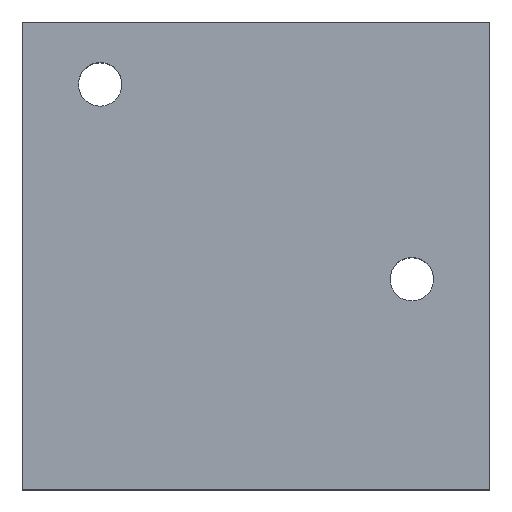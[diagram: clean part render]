
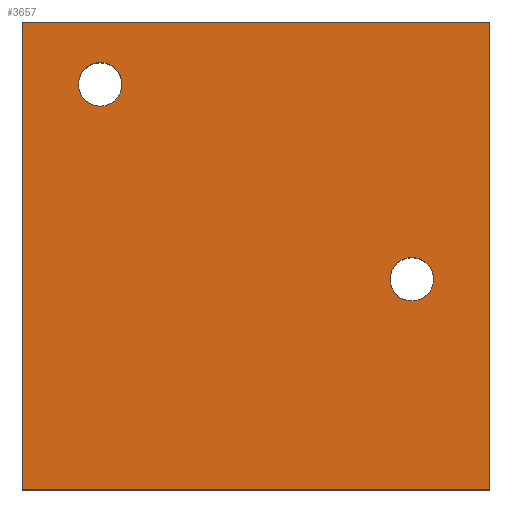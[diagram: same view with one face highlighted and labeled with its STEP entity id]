
A CAD part, top view. The second image highlights one B-rep face of the part: STEP entity #3657.
In plain terms, the highlighted planar face has unit normal (0, 0, 1).
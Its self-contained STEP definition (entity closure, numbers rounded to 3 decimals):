
#11 = CARTESIAN_POINT ( 'NONE',  ( 22.795, 2., 15. ) ) ;
#36 = EDGE_CURVE ( 'NONE', #3059, #2740, #1225, .T. ) ;
#37 = EDGE_CURVE ( 'NONE', #3808, #107, #2916, .T. ) ;
#107 = VERTEX_POINT ( 'NONE', #1000 ) ;
#269 = ORIENTED_EDGE ( 'NONE', *, *, #3739, .T. ) ;
#273 = CARTESIAN_POINT ( 'NONE',  ( 30., -25., 15. ) ) ;
#382 = AXIS2_PLACEMENT_3D ( 'NONE', #3076, #1513, #4023 ) ;
#402 = DIRECTION ( 'NONE',  ( 0., 0., 1. ) ) ;
#419 = DIRECTION ( 'NONE',  ( 1., 0., 0. ) ) ;
#475 = FACE_OUTER_BOUND ( 'NONE', #806, .T. ) ;
#520 = ORIENTED_EDGE ( 'NONE', *, *, #1768, .F. ) ;
#533 = ORIENTED_EDGE ( 'NONE', *, *, #680, .T. ) ;
#622 = AXIS2_PLACEMENT_3D ( 'NONE', #1415, #3903, #419 ) ;
#680 = EDGE_CURVE ( 'NONE', #3342, #1896, #1783, .T. ) ;
#706 = VERTEX_POINT ( 'NONE', #11 ) ;
#742 = ORIENTED_EDGE ( 'NONE', *, *, #758, .F. ) ;
#758 = EDGE_CURVE ( 'NONE', #706, #3239, #3839, .T. ) ;
#760 = VECTOR ( 'NONE', #873, 1000. ) ;
#797 = EDGE_CURVE ( 'NONE', #3239, #706, #1996, .T. ) ;
#806 = EDGE_LOOP ( 'NONE', ( #3989, #1472, #269, #533 ) ) ;
#857 = DIRECTION ( 'NONE',  ( 1., 0., 0. ) ) ;
#873 = DIRECTION ( 'NONE',  ( 0., -1., 0. ) ) ;
#980 = AXIS2_PLACEMENT_3D ( 'NONE', #3922, #3223, #1738 ) ;
#1000 = CARTESIAN_POINT ( 'NONE',  ( -17.205, 27., 15. ) ) ;
#1015 = VECTOR ( 'NONE', #857, 1000. ) ;
#1026 = EDGE_LOOP ( 'NONE', ( #520, #1803 ) ) ;
#1186 = CARTESIAN_POINT ( 'NONE',  ( -22.795, 27., 15. ) ) ;
#1225 = LINE ( 'NONE', #3081, #1015 ) ;
#1345 = AXIS2_PLACEMENT_3D ( 'NONE', #3015, #3716, #2107 ) ;
#1415 = CARTESIAN_POINT ( 'NONE',  ( 20., 2., 15. ) ) ;
#1472 = ORIENTED_EDGE ( 'NONE', *, *, #36, .T. ) ;
#1513 = DIRECTION ( 'NONE',  ( 0., 0., 1. ) ) ;
#1632 = CARTESIAN_POINT ( 'NONE',  ( 20., 2., 15. ) ) ;
#1721 = PLANE ( 'NONE',  #980 ) ;
#1738 = DIRECTION ( 'NONE',  ( -1., 0., 0. ) ) ;
#1768 = EDGE_CURVE ( 'NONE', #107, #3808, #3917, .T. ) ;
#1783 = LINE ( 'NONE', #2741, #3248 ) ;
#1803 = ORIENTED_EDGE ( 'NONE', *, *, #37, .F. ) ;
#1896 = VERTEX_POINT ( 'NONE', #3828 ) ;
#1983 = CARTESIAN_POINT ( 'NONE',  ( 30., 35., 15. ) ) ;
#1996 = CIRCLE ( 'NONE', #622, 2.795 ) ;
#2001 = DIRECTION ( 'NONE',  ( 0., 1., 0. ) ) ;
#2107 = DIRECTION ( 'NONE',  ( 1., 0., 0. ) ) ;
#2448 = DIRECTION ( 'NONE',  ( -1., 0., 0. ) ) ;
#2511 = CARTESIAN_POINT ( 'NONE',  ( -30., -25., 15. ) ) ;
#2547 = EDGE_CURVE ( 'NONE', #1896, #3059, #3098, .T. ) ;
#2581 = ORIENTED_EDGE ( 'NONE', *, *, #797, .F. ) ;
#2740 = VERTEX_POINT ( 'NONE', #273 ) ;
#2741 = CARTESIAN_POINT ( 'NONE',  ( -30., 35., 15. ) ) ;
#2884 = DIRECTION ( 'NONE',  ( 1., 0., 0. ) ) ;
#2915 = CARTESIAN_POINT ( 'NONE',  ( 30., -25., 15. ) ) ;
#2916 = CIRCLE ( 'NONE', #1345, 2.795 ) ;
#3015 = CARTESIAN_POINT ( 'NONE',  ( -20., 27., 15. ) ) ;
#3059 = VERTEX_POINT ( 'NONE', #3670 ) ;
#3076 = CARTESIAN_POINT ( 'NONE',  ( -20., 27., 15. ) ) ;
#3081 = CARTESIAN_POINT ( 'NONE',  ( -30., -25., 15. ) ) ;
#3098 = LINE ( 'NONE', #2511, #760 ) ;
#3223 = DIRECTION ( 'NONE',  ( 0., 0., -1. ) ) ;
#3239 = VERTEX_POINT ( 'NONE', #3240 ) ;
#3240 = CARTESIAN_POINT ( 'NONE',  ( 17.205, 2., 15. ) ) ;
#3248 = VECTOR ( 'NONE', #2448, 1000. ) ;
#3342 = VERTEX_POINT ( 'NONE', #1983 ) ;
#3585 = FACE_BOUND ( 'NONE', #3840, .T. ) ;
#3613 = LINE ( 'NONE', #2915, #3674 ) ;
#3648 = AXIS2_PLACEMENT_3D ( 'NONE', #1632, #402, #2884 ) ;
#3657 = ADVANCED_FACE ( 'NONE', ( #3858, #3585, #475 ), #1721, .F. ) ;
#3670 = CARTESIAN_POINT ( 'NONE',  ( -30., -25., 15. ) ) ;
#3674 = VECTOR ( 'NONE', #2001, 1000. ) ;
#3716 = DIRECTION ( 'NONE',  ( 0., 0., 1. ) ) ;
#3739 = EDGE_CURVE ( 'NONE', #2740, #3342, #3613, .T. ) ;
#3808 = VERTEX_POINT ( 'NONE', #1186 ) ;
#3828 = CARTESIAN_POINT ( 'NONE',  ( -30., 35., 15. ) ) ;
#3839 = CIRCLE ( 'NONE', #3648, 2.795 ) ;
#3840 = EDGE_LOOP ( 'NONE', ( #742, #2581 ) ) ;
#3858 = FACE_BOUND ( 'NONE', #1026, .T. ) ;
#3903 = DIRECTION ( 'NONE',  ( 0., 0., 1. ) ) ;
#3917 = CIRCLE ( 'NONE', #382, 2.795 ) ;
#3922 = CARTESIAN_POINT ( 'NONE',  ( -30., 35., 15. ) ) ;
#3989 = ORIENTED_EDGE ( 'NONE', *, *, #2547, .T. ) ;
#4023 = DIRECTION ( 'NONE',  ( 1., 0., 0. ) ) ;
